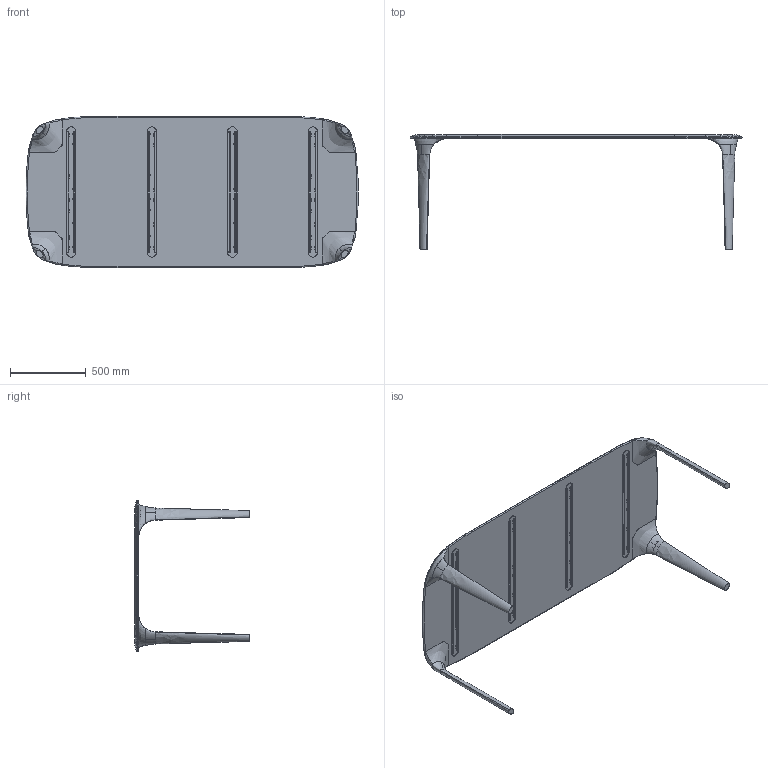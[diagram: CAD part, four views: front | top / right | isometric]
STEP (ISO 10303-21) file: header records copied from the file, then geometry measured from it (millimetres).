
FILE_DESCRIPTION (( 'STEP AP203' ), '1' );
FILE_NAME ('Trpezarisjki stol 220x100 - sklop.STEP', '2023-11-23T10:43:33', ( '' ), ( '' ), 'SwSTEP 2.0', 'SolidWorks 2023', '' );
FILE_SCHEMA (( 'CONFIG_CONTROL_DESIGN' ));
Products named in the file (1): Trpezarisjki stol 220x100 - sklop
Bounding box: 2198.33 x 760 x 1000 mm (x, y, z)
Surface area: 5842241.4 mm2 (no closed solid volume)
Topology: 0 solids, 69 shells, 1985 faces, 5434 edges, 3547 vertices
Faces by surface type: plane 1280, cylinder 407, cone 96, sphere 96, bspline 63, torus 43
Entity records: 78873 total; most frequent: CARTESIAN_POINT 27555, DIRECTION 11065, ORIENTED_EDGE 10638, EDGE_CURVE 5338, AXIS2_PLACEMENT_3D 4058, VERTEX_POINT 3547, VECTOR 2949, LINE 2949
